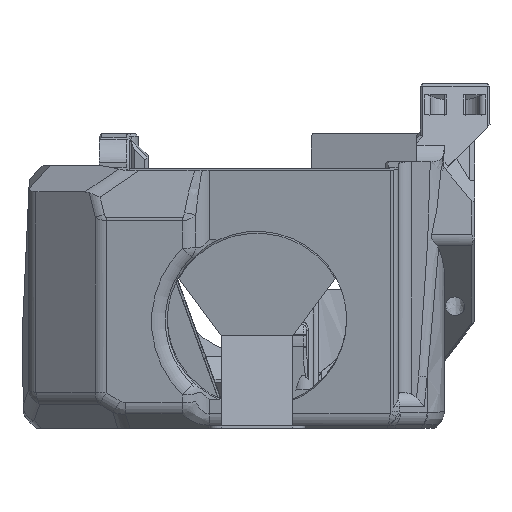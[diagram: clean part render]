
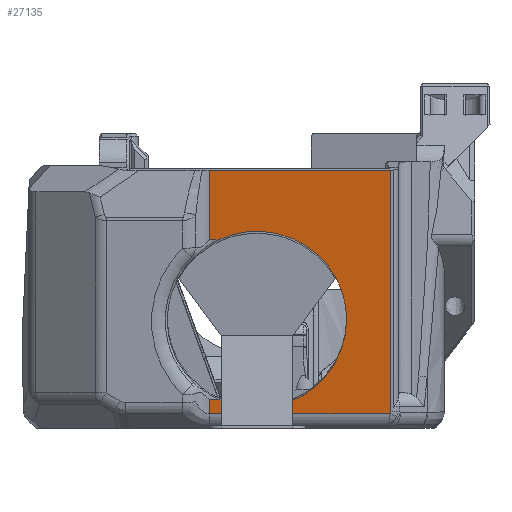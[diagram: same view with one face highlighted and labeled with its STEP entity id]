
A CAD part, left-side view. The second image highlights one B-rep face of the part: STEP entity #27135.
In plain terms, the highlighted planar face has unit normal (-0.985, 0, -0.174).
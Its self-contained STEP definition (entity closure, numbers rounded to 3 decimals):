
#608=ELLIPSE('',#29305,1.92,1.);
#1146=B_SPLINE_CURVE_WITH_KNOTS('',3,(#46698,#46699,#46700,#46701),
 .UNSPECIFIED.,.F.,.F.,(4,4),(0.,0.001),.UNSPECIFIED.);
#1153=B_SPLINE_CURVE_WITH_KNOTS('',3,(#46843,#46844,#46845,#46846),
 .UNSPECIFIED.,.F.,.F.,(4,4),(0.,0.001),.UNSPECIFIED.);
#2025=CIRCLE('',#29306,14.);
#6891=ORIENTED_EDGE('',*,*,#13348,.T.);
#6892=ORIENTED_EDGE('',*,*,#13411,.T.);
#6893=ORIENTED_EDGE('',*,*,#13409,.F.);
#6894=ORIENTED_EDGE('',*,*,#13412,.F.);
#6895=ORIENTED_EDGE('',*,*,#13413,.T.);
#6896=ORIENTED_EDGE('',*,*,#13414,.T.);
#6897=ORIENTED_EDGE('',*,*,#13415,.T.);
#6898=ORIENTED_EDGE('',*,*,#13351,.T.);
#6899=ORIENTED_EDGE('',*,*,#13349,.T.);
#13348=EDGE_CURVE('',#16709,#16781,#19036,.T.);
#13349=EDGE_CURVE('',#16782,#16709,#19037,.F.);
#13351=EDGE_CURVE('',#16783,#16782,#1146,.T.);
#13409=EDGE_CURVE('',#16822,#16823,#19080,.F.);
#13411=EDGE_CURVE('',#16781,#16823,#608,.F.);
#13412=EDGE_CURVE('',#16824,#16822,#19081,.T.);
#13413=EDGE_CURVE('',#16824,#16825,#19082,.F.);
#13414=EDGE_CURVE('',#16825,#16826,#1153,.F.);
#13415=EDGE_CURVE('',#16826,#16783,#2025,.T.);
#16709=VERTEX_POINT('',#46408);
#16781=VERTEX_POINT('',#46665);
#16782=VERTEX_POINT('',#46669);
#16783=VERTEX_POINT('',#46702);
#16822=VERTEX_POINT('',#46833);
#16823=VERTEX_POINT('',#46835);
#16824=VERTEX_POINT('',#46840);
#16825=VERTEX_POINT('',#46842);
#16826=VERTEX_POINT('',#46847);
#19036=LINE('',#46666,#21325);
#19037=LINE('',#46668,#21326);
#19080=LINE('',#46834,#21369);
#19081=LINE('',#46839,#21370);
#19082=LINE('',#46841,#21371);
#21325=VECTOR('',#34236,1000.);
#21326=VECTOR('',#34239,1000.);
#21369=VECTOR('',#34330,1000.);
#21370=VECTOR('',#34337,1000.);
#21371=VECTOR('',#34338,1000.);
#22992=EDGE_LOOP('',(#6891,#6892,#6893,#6894,#6895,#6896,#6897,#6898,#6899));
#24686=FACE_BOUND('',#22992,.T.);
#26004=PLANE('',#29304);
#27135=ADVANCED_FACE('',(#24686),#26004,.F.);
#29304=AXIS2_PLACEMENT_3D('',#46837,#34333,#34334);
#29305=AXIS2_PLACEMENT_3D('',#46838,#34335,#34336);
#29306=AXIS2_PLACEMENT_3D('',#46848,#34339,#34340);
#34236=DIRECTION('',(0.,-1.,0.));
#34239=DIRECTION('',(-0.174,0.,0.985));
#34330=DIRECTION('',(-0.174,0.,0.985));
#34333=DIRECTION('',(0.985,0.,0.174));
#34334=DIRECTION('',(-0.174,0.,0.985));
#34335=DIRECTION('',(0.985,0.,0.174));
#34336=DIRECTION('',(0.126,-0.686,-0.716));
#34337=DIRECTION('',(0.,-1.,0.));
#34338=DIRECTION('',(-0.174,0.,0.985));
#34339=DIRECTION('',(0.985,0.,0.174));
#34340=DIRECTION('',(-0.174,0.,0.985));
#46408=CARTESIAN_POINT('',(-27.864,12.27,2.262));
#46665=CARTESIAN_POINT('',(-27.864,-15.951,2.262));
#46666=CARTESIAN_POINT('',(-27.864,-14.655,2.262));
#46668=CARTESIAN_POINT('',(-31.185,12.27,21.099));
#46669=CARTESIAN_POINT('',(-28.255,12.27,4.482));
#46698=CARTESIAN_POINT('',(-28.27,10.952,4.562));
#46699=CARTESIAN_POINT('',(-28.27,11.393,4.564));
#46700=CARTESIAN_POINT('',(-28.265,11.833,4.537));
#46701=CARTESIAN_POINT('',(-28.255,12.27,4.482));
#46702=CARTESIAN_POINT('',(-28.27,10.952,4.562));
#46833=CARTESIAN_POINT('',(-34.572,-16.002,40.304));
#46834=CARTESIAN_POINT('',(-7.663,-16.002,-112.301));
#46835=CARTESIAN_POINT('',(-27.916,-16.002,2.558));
#46837=CARTESIAN_POINT('',(-31.185,24.853,21.099));
#46838=CARTESIAN_POINT('',(-28.071,-14.497,3.435));
#46839=CARTESIAN_POINT('',(-34.572,24.853,40.304));
#46840=CARTESIAN_POINT('',(-34.572,12.27,40.304));
#46841=CARTESIAN_POINT('',(-31.185,12.27,21.099));
#46842=CARTESIAN_POINT('',(-32.66,12.27,29.463));
#46843=CARTESIAN_POINT('',(-32.646,10.952,29.383));
#46844=CARTESIAN_POINT('',(-32.646,11.393,29.381));
#46845=CARTESIAN_POINT('',(-32.651,11.833,29.409));
#46846=CARTESIAN_POINT('',(-32.66,12.27,29.463));
#46847=CARTESIAN_POINT('',(-32.646,10.952,29.383));
#46848=CARTESIAN_POINT('',(-30.458,4.853,16.973));
